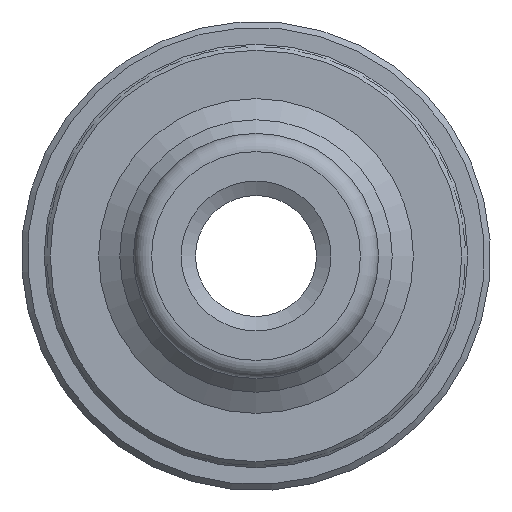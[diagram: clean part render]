
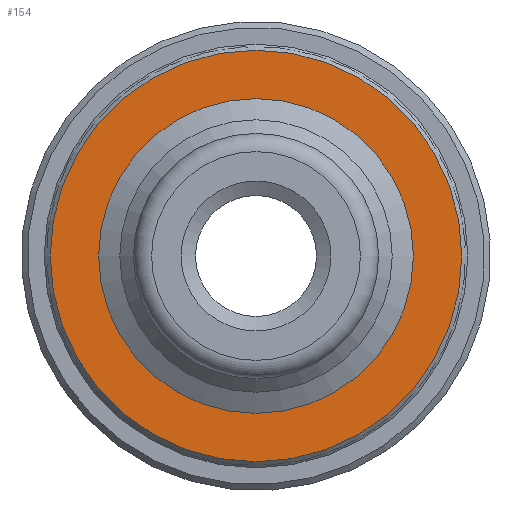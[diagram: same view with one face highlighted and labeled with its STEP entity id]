
A CAD part, left-side view. The second image highlights one B-rep face of the part: STEP entity #154.
In plain terms, the highlighted planar face has unit normal (-1, 0, 0).
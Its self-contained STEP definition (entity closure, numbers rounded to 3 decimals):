
#112=CARTESIAN_POINT('',(23.5,6.8,0.));
#113=VERTEX_POINT('',#112);
#114=CARTESIAN_POINT('',(23.5,0.0,0.0));
#115=DIRECTION('',(1.0,0.0,0.0));
#116=DIRECTION('',(0.0,-1.0,0.0));
#117=AXIS2_PLACEMENT_3D('',#114,#115,#116);
#118=CIRCLE('',#117,6.8);
#119=EDGE_CURVE('',#113,#113,#118,.T.);
#135=CARTESIAN_POINT('',(23.5,6.1,0.0));
#136=DIRECTION('',(-1.0,0.0,0.0));
#137=DIRECTION('',(0.0,0.0,1.0));
#138=AXIS2_PLACEMENT_3D('',#135,#136,#137);
#139=PLANE('',#138);
#140=ORIENTED_EDGE('',*,*,#119,.F.);
#141=EDGE_LOOP('',(#140));
#142=FACE_OUTER_BOUND('',#141,.T.);
#143=CARTESIAN_POINT('',(23.5,5.2,0.0));
#144=VERTEX_POINT('',#143);
#145=CARTESIAN_POINT('',(23.5,0.0,0.0));
#146=DIRECTION('',(1.0,0.0,0.0));
#147=DIRECTION('',(0.0,1.0,0.0));
#148=AXIS2_PLACEMENT_3D('',#145,#146,#147);
#149=CIRCLE('',#148,5.2);
#150=EDGE_CURVE('',#144,#144,#149,.T.);
#151=ORIENTED_EDGE('',*,*,#150,.T.);
#152=EDGE_LOOP('',(#151));
#153=FACE_BOUND('',#152,.T.);
#154=ADVANCED_FACE('',(#142,#153),#139,.T.);
